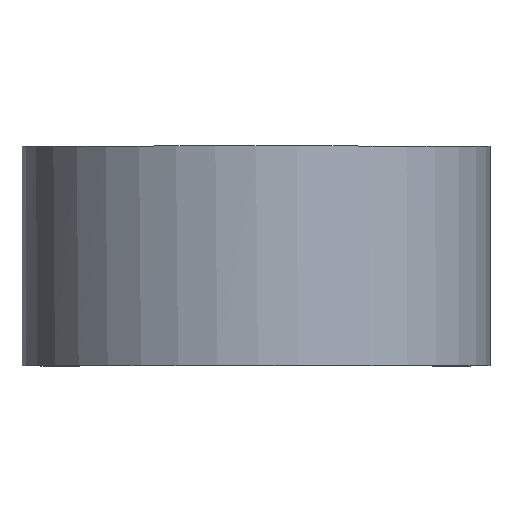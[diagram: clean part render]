
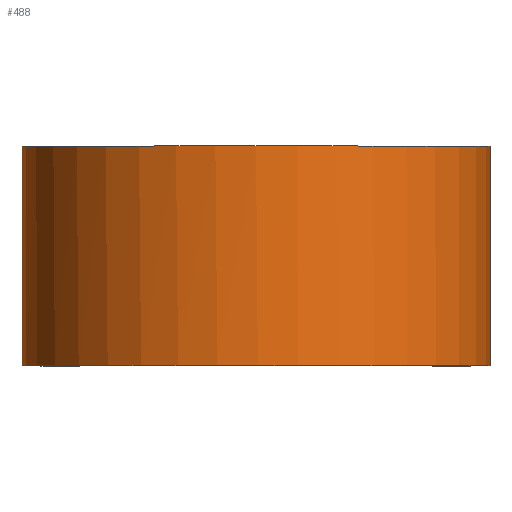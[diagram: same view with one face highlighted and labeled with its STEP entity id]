
A CAD part, top view. The second image highlights one B-rep face of the part: STEP entity #488.
In plain terms, the highlighted cylindrical face has radius 39 mm (diameter 78 mm), a full revolution.
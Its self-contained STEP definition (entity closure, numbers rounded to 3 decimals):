
#54=FACE_OUTER_BOUND('',#88,.T.);
#88=EDGE_LOOP('',(#397,#398,#399,#400,#401,#402,#403,#404));
#106=B_SPLINE_CURVE_WITH_KNOTS('',3,(#840,#841,#842,#843,#844,#845,#846,
#847,#848,#849,#850,#851,#852,#853,#854,#855,#856,#857,#858,#859,#860,#861,
#862,#863,#864,#865,#866,#867,#868,#869,#870,#871,#872,#873),
 .UNSPECIFIED.,.F.,.F.,(4,2,2,2,2,2,2,2,2,2,2,2,2,2,2,2,4),(0.229,
0.732,1.463,2.195,2.926,3.615,
4.304,4.992,5.681,6.37,7.058,
7.747,8.436,9.167,9.899,10.63,
11.133),.UNSPECIFIED.);
#122=CIRCLE('',#528,39.);
#130=CIRCLE('',#540,39.);
#131=CIRCLE('',#541,39.);
#158=LINE('',#834,#190);
#159=LINE('',#837,#191);
#160=LINE('',#839,#192);
#190=VECTOR('',#665,10.);
#191=VECTOR('',#670,39.);
#192=VECTOR('',#671,10.);
#232=VERTEX_POINT('',#808);
#235=VERTEX_POINT('',#825);
#236=VERTEX_POINT('',#827);
#237=VERTEX_POINT('',#829);
#238=VERTEX_POINT('',#833);
#239=VERTEX_POINT('',#838);
#281=EDGE_CURVE('',#232,#232,#122,.T.);
#292=EDGE_CURVE('',#236,#235,#130,.T.);
#293=EDGE_CURVE('',#237,#236,#131,.T.);
#295=EDGE_CURVE('',#238,#237,#158,.T.);
#297=EDGE_CURVE('',#236,#232,#159,.T.);
#298=EDGE_CURVE('',#235,#239,#160,.T.);
#299=EDGE_CURVE('',#239,#238,#106,.T.);
#397=ORIENTED_EDGE('',*,*,#293,.T.);
#398=ORIENTED_EDGE('',*,*,#297,.T.);
#399=ORIENTED_EDGE('',*,*,#281,.T.);
#400=ORIENTED_EDGE('',*,*,#297,.F.);
#401=ORIENTED_EDGE('',*,*,#292,.T.);
#402=ORIENTED_EDGE('',*,*,#298,.T.);
#403=ORIENTED_EDGE('',*,*,#299,.T.);
#404=ORIENTED_EDGE('',*,*,#295,.T.);
#468=CYLINDRICAL_SURFACE('',#544,39.);
#488=ADVANCED_FACE('',(#54),#468,.T.);
#528=AXIS2_PLACEMENT_3D('',#809,#631,#632);
#540=AXIS2_PLACEMENT_3D('',#828,#658,#659);
#541=AXIS2_PLACEMENT_3D('',#830,#660,#661);
#544=AXIS2_PLACEMENT_3D('',#836,#668,#669);
#631=DIRECTION('center_axis',(0.,-1.,0.));
#632=DIRECTION('ref_axis',(-1.,0.,0.));
#658=DIRECTION('center_axis',(0.,1.,0.));
#659=DIRECTION('ref_axis',(-1.,0.,0.));
#660=DIRECTION('center_axis',(0.,1.,0.));
#661=DIRECTION('ref_axis',(-1.,0.,0.));
#665=DIRECTION('',(0.,-1.,0.));
#668=DIRECTION('center_axis',(0.,-1.,0.));
#669=DIRECTION('ref_axis',(-1.,0.,0.));
#670=DIRECTION('',(0.,1.,0.));
#671=DIRECTION('',(0.,1.,0.));
#808=CARTESIAN_POINT('',(39.,139.42,279.858));
#809=CARTESIAN_POINT('Origin',(0.,139.42,279.858));
#825=CARTESIAN_POINT('',(34.125,102.84,260.978));
#827=CARTESIAN_POINT('',(39.,102.84,279.858));
#828=CARTESIAN_POINT('Origin',(0.,102.84,279.858));
#829=CARTESIAN_POINT('',(-34.125,102.84,260.978));
#830=CARTESIAN_POINT('Origin',(0.,102.84,279.858));
#833=CARTESIAN_POINT('',(-34.125,105.677,260.978));
#834=CARTESIAN_POINT('',(-34.125,134.34,260.978));
#836=CARTESIAN_POINT('Origin',(0.,134.34,279.858));
#837=CARTESIAN_POINT('',(39.,134.34,279.858));
#838=CARTESIAN_POINT('',(34.125,105.677,260.978));
#839=CARTESIAN_POINT('',(34.125,134.34,260.978));
#840=CARTESIAN_POINT('Ctrl Pts',(34.125,105.677,260.978));
#841=CARTESIAN_POINT('Ctrl Pts',(34.018,107.307,260.784));
#842=CARTESIAN_POINT('Ctrl Pts',(33.797,108.886,260.386));
#843=CARTESIAN_POINT('Ctrl Pts',(33.01,112.65,259.069));
#844=CARTESIAN_POINT('Ctrl Pts',(32.332,114.786,258.));
#845=CARTESIAN_POINT('Ctrl Pts',(30.595,118.864,255.628));
#846=CARTESIAN_POINT('Ctrl Pts',(29.534,120.803,254.325));
#847=CARTESIAN_POINT('Ctrl Pts',(27.081,124.421,251.737));
#848=CARTESIAN_POINT('Ctrl Pts',(25.688,126.098,250.451));
#849=CARTESIAN_POINT('Ctrl Pts',(22.766,129.02,248.141));
#850=CARTESIAN_POINT('Ctrl Pts',(21.147,130.386,247.025));
#851=CARTESIAN_POINT('Ctrl Pts',(17.56,132.848,244.974));
#852=CARTESIAN_POINT('Ctrl Pts',(15.59,133.945,244.04));
#853=CARTESIAN_POINT('Ctrl Pts',(11.403,135.743,242.496));
#854=CARTESIAN_POINT('Ctrl Pts',(9.18,136.447,241.884));
#855=CARTESIAN_POINT('Ctrl Pts',(4.627,137.385,241.065));
#856=CARTESIAN_POINT('Ctrl Pts',(2.296,137.62,240.858));
#857=CARTESIAN_POINT('Ctrl Pts',(-2.296,137.62,240.858));
#858=CARTESIAN_POINT('Ctrl Pts',(-4.627,137.385,241.065));
#859=CARTESIAN_POINT('Ctrl Pts',(-9.18,136.447,241.884));
#860=CARTESIAN_POINT('Ctrl Pts',(-11.403,135.743,242.496));
#861=CARTESIAN_POINT('Ctrl Pts',(-15.59,133.945,244.04));
#862=CARTESIAN_POINT('Ctrl Pts',(-17.56,132.848,244.974));
#863=CARTESIAN_POINT('Ctrl Pts',(-21.147,130.386,247.025));
#864=CARTESIAN_POINT('Ctrl Pts',(-22.766,129.02,248.141));
#865=CARTESIAN_POINT('Ctrl Pts',(-25.688,126.098,250.451));
#866=CARTESIAN_POINT('Ctrl Pts',(-27.081,124.421,251.737));
#867=CARTESIAN_POINT('Ctrl Pts',(-29.534,120.803,254.325));
#868=CARTESIAN_POINT('Ctrl Pts',(-30.595,118.864,255.628));
#869=CARTESIAN_POINT('Ctrl Pts',(-32.332,114.786,258.));
#870=CARTESIAN_POINT('Ctrl Pts',(-33.01,112.65,259.069));
#871=CARTESIAN_POINT('Ctrl Pts',(-33.797,108.886,260.386));
#872=CARTESIAN_POINT('Ctrl Pts',(-34.018,107.307,260.784));
#873=CARTESIAN_POINT('Ctrl Pts',(-34.125,105.677,260.978));
